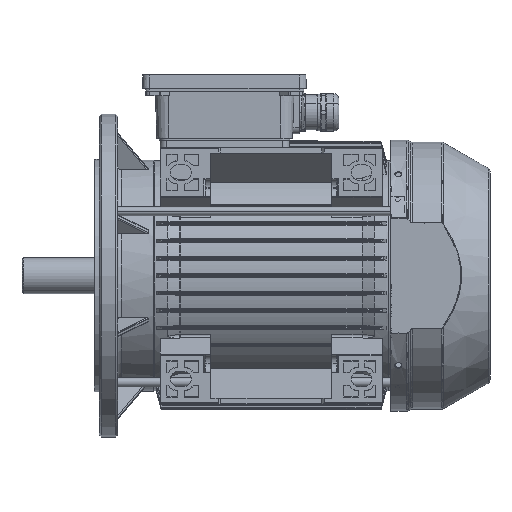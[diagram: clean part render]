
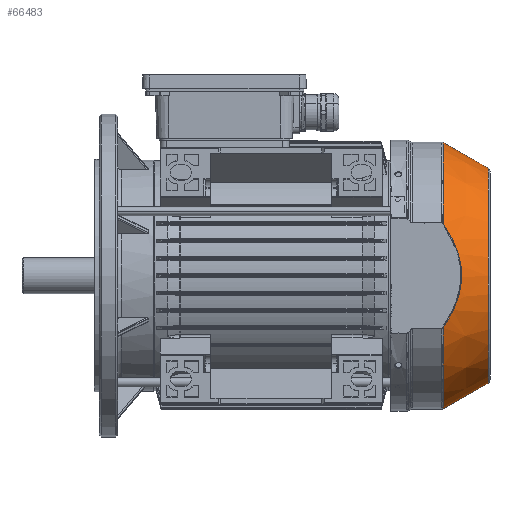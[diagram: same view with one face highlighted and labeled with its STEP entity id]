
A CAD part, front view. The second image highlights one B-rep face of the part: STEP entity #66483.
In plain terms, the highlighted conical face has half-angle 29.578 degrees and reference radius 82.5 mm.
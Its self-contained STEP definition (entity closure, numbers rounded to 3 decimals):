
#554 = ORIENTED_EDGE ( 'NONE', *, *, #40808, .T. ) ;
#653 = CARTESIAN_POINT ( 'NONE',  ( 53.659, -94.931, 12.602 ) ) ;
#1408 = CARTESIAN_POINT ( 'NONE',  ( 44.661, -94.909, 34.249 ) ) ;
#2185 = CARTESIAN_POINT ( 'NONE',  ( 52.491, -94.928, -16.863 ) ) ;
#6253 = AXIS2_PLACEMENT_3D ( 'NONE', #26980, #71061, #70336 ) ;
#12091 = VERTEX_POINT ( 'NONE', #89585 ) ;
#13003 = DIRECTION ( 'NONE',  ( 1., 0., 0. ) ) ;
#13572 = CARTESIAN_POINT ( 'NONE',  ( 51.297, -94.925, 20.395 ) ) ;
#18006 = DIRECTION ( 'NONE',  ( -0.87, 0., -0.494 ) ) ;
#24326 = CARTESIAN_POINT ( 'NONE',  ( 53.685, -94.931, -12.486 ) ) ;
#24761 = FACE_OUTER_BOUND ( 'NONE', #69752, .T. ) ;
#25043 = CARTESIAN_POINT ( 'NONE',  ( 48.123, -94.917, 27.91 ) ) ;
#26556 = CARTESIAN_POINT ( 'NONE',  ( 42.749, -94.905, -37.315 ) ) ;
#26980 = CARTESIAN_POINT ( 'NONE',  ( 77., 0., 0. ) ) ;
#28774 = VECTOR ( 'NONE', #79647, 1000. ) ;
#29481 = B_SPLINE_CURVE_WITH_KNOTS ( 'NONE', 3,
 ( #140295, #104626, #1408, #25043, #71348, #13572, #126679, #92527, #138789, #94050, #653, #47078, #139535, #34920, #106132, #35695, #106873, #91813, #128191, #24326, #70621, #2185, #94776, #34203, #83392, #129644, #63706, #119014, #29549, #74308, #26556, #98472 ),
 .UNSPECIFIED., .F., .F.,
 ( 4, 2, 2, 2, 2, 2, 2, 2, 2, 2, 2, 2, 2, 2, 2, 4 ),
 ( 0., 0.011, 0.022, 0.024, 0.027, 0.033, 0.038, 0.041, 0.043, 0.054, 0.06, 0.062, 0.065, 0.07, 0.076, 0.087 ),
 .UNSPECIFIED. ) ;
#29549 = CARTESIAN_POINT ( 'NONE',  ( 47.275, -94.915, -29.461 ) ) ;
#33372 = CARTESIAN_POINT ( 'NONE',  ( 77., 0., 82.5 ) ) ;
#34203 = CARTESIAN_POINT ( 'NONE',  ( 51.635, -94.926, -19.461 ) ) ;
#34920 = CARTESIAN_POINT ( 'NONE',  ( 54.904, -94.934, 4.585 ) ) ;
#35695 = CARTESIAN_POINT ( 'NONE',  ( 55.067, -94.935, 1.861 ) ) ;
#38563 = CIRCLE ( 'NONE', #91808, 103.109 ) ;
#39905 = CIRCLE ( 'NONE', #115008, 83.362 ) ;
#40808 = EDGE_CURVE ( 'NONE', #86863, #63226, #47301, .T. ) ;
#41877 = DIRECTION ( 'NONE',  ( 1., 0., 0. ) ) ;
#47078 = CARTESIAN_POINT ( 'NONE',  ( 54.361, -94.933, 9.069 ) ) ;
#47301 = CIRCLE ( 'NONE', #102945, 103.109 ) ;
#54115 = ORIENTED_EDGE ( 'NONE', *, *, #119447, .T. ) ;
#54460 = CARTESIAN_POINT ( 'NONE',  ( 40.689, -94.9, 40.317 ) ) ;
#57651 = LINE ( 'NONE', #33372, #28774 ) ;
#63226 = VERTEX_POINT ( 'NONE', #54460 ) ;
#63706 = CARTESIAN_POINT ( 'NONE',  ( 49.635, -94.921, -24.55 ) ) ;
#66483 = ADVANCED_FACE ( 'NONE', ( #24761 ), #127340, .T. ) ;
#69752 = EDGE_LOOP ( 'NONE', ( #94643, #92247, #129239, #554, #54115, #71557 ) ) ;
#70336 = DIRECTION ( 'NONE',  ( 0., 0., 1. ) ) ;
#70621 = CARTESIAN_POINT ( 'NONE',  ( 53.254, -94.93, -14.243 ) ) ;
#71061 = DIRECTION ( 'NONE',  ( -1., 0., 0. ) ) ;
#71348 = CARTESIAN_POINT ( 'NONE',  ( 49.67, -94.921, 24.643 ) ) ;
#71557 = ORIENTED_EDGE ( 'NONE', *, *, #124968, .T. ) ;
#71858 = EDGE_CURVE ( 'NONE', #75514, #86863, #57651, .T. ) ;
#74308 = CARTESIAN_POINT ( 'NONE',  ( 44.67, -94.909, -34.235 ) ) ;
#75514 = VERTEX_POINT ( 'NONE', #82413 ) ;
#76014 = CARTESIAN_POINT ( 'NONE',  ( 40.689, 0., 0. ) ) ;
#77618 = EDGE_CURVE ( 'NONE', #144646, #12091, #99157, .T. ) ;
#79647 = DIRECTION ( 'NONE',  ( -0.87, 0., 0.494 ) ) ;
#82413 = CARTESIAN_POINT ( 'NONE',  ( 75.481, 0., 83.362 ) ) ;
#83392 = CARTESIAN_POINT ( 'NONE',  ( 51.326, -94.925, -20.318 ) ) ;
#86068 = EDGE_CURVE ( 'NONE', #144646, #75514, #39905, .T. ) ;
#86863 = VERTEX_POINT ( 'NONE', #90698 ) ;
#88072 = CARTESIAN_POINT ( 'NONE',  ( 40.689, -94.9, -40.317 ) ) ;
#89006 = DIRECTION ( 'NONE',  ( 0., 0., -1. ) ) ;
#89585 = CARTESIAN_POINT ( 'NONE',  ( 40.689, 0., -103.109 ) ) ;
#90698 = CARTESIAN_POINT ( 'NONE',  ( 40.689, 0., 103.109 ) ) ;
#91808 = AXIS2_PLACEMENT_3D ( 'NONE', #76014, #41877, #111569 ) ;
#91813 = CARTESIAN_POINT ( 'NONE',  ( 55.094, -94.935, -3.597 ) ) ;
#92247 = ORIENTED_EDGE ( 'NONE', *, *, #86068, .T. ) ;
#92527 = CARTESIAN_POINT ( 'NONE',  ( 52.19, -94.927, 17.818 ) ) ;
#93477 = CARTESIAN_POINT ( 'NONE',  ( 40.689, 0., 0. ) ) ;
#94050 = CARTESIAN_POINT ( 'NONE',  ( 53.226, -94.93, 14.352 ) ) ;
#94643 = ORIENTED_EDGE ( 'NONE', *, *, #77618, .F. ) ;
#94776 = CARTESIAN_POINT ( 'NONE',  ( 52.217, -94.927, -17.733 ) ) ;
#98472 = CARTESIAN_POINT ( 'NONE',  ( 40.689, -94.9, -40.317 ) ) ;
#99157 = LINE ( 'NONE', #119656, #148111 ) ;
#102945 = AXIS2_PLACEMENT_3D ( 'NONE', #93477, #13003, #103315 ) ;
#103315 = DIRECTION ( 'NONE',  ( 0., 0., -1. ) ) ;
#104626 = CARTESIAN_POINT ( 'NONE',  ( 42.746, -94.905, 37.32 ) ) ;
#106132 = CARTESIAN_POINT ( 'NONE',  ( 54.974, -94.935, 3.68 ) ) ;
#106873 = CARTESIAN_POINT ( 'NONE',  ( 55.09, -94.935, 0.946 ) ) ;
#111569 = DIRECTION ( 'NONE',  ( 0., 0., -1. ) ) ;
#115008 = AXIS2_PLACEMENT_3D ( 'NONE', #126672, #123177, #89006 ) ;
#119014 = CARTESIAN_POINT ( 'NONE',  ( 48.097, -94.917, -27.844 ) ) ;
#119447 = EDGE_CURVE ( 'NONE', #63226, #134137, #29481, .T. ) ;
#119656 = CARTESIAN_POINT ( 'NONE',  ( 77., 0., -82.5 ) ) ;
#123177 = DIRECTION ( 'NONE',  ( -1., 0., 0. ) ) ;
#124968 = EDGE_CURVE ( 'NONE', #134137, #12091, #38563, .T. ) ;
#126672 = CARTESIAN_POINT ( 'NONE',  ( 75.481, 0., 0. ) ) ;
#126679 = CARTESIAN_POINT ( 'NONE',  ( 51.607, -94.926, 19.537 ) ) ;
#127340 = CONICAL_SURFACE ( 'NONE', #6253, 82.5, 0.516 ) ;
#128191 = CARTESIAN_POINT ( 'NONE',  ( 54.729, -94.934, -7.18 ) ) ;
#129239 = ORIENTED_EDGE ( 'NONE', *, *, #71858, .T. ) ;
#129644 = CARTESIAN_POINT ( 'NONE',  ( 50.351, -94.923, -22.871 ) ) ;
#134137 = VERTEX_POINT ( 'NONE', #88072 ) ;
#135065 = CARTESIAN_POINT ( 'NONE',  ( 75.481, 0., -83.362 ) ) ;
#138789 = CARTESIAN_POINT ( 'NONE',  ( 52.463, -94.928, 16.954 ) ) ;
#139535 = CARTESIAN_POINT ( 'NONE',  ( 54.631, -94.934, 7.286 ) ) ;
#140295 = CARTESIAN_POINT ( 'NONE',  ( 40.689, -94.9, 40.317 ) ) ;
#144646 = VERTEX_POINT ( 'NONE', #135065 ) ;
#148111 = VECTOR ( 'NONE', #18006, 1000. ) ;
